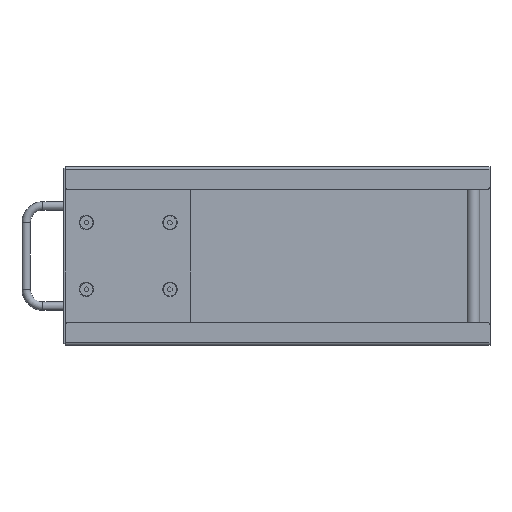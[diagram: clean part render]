
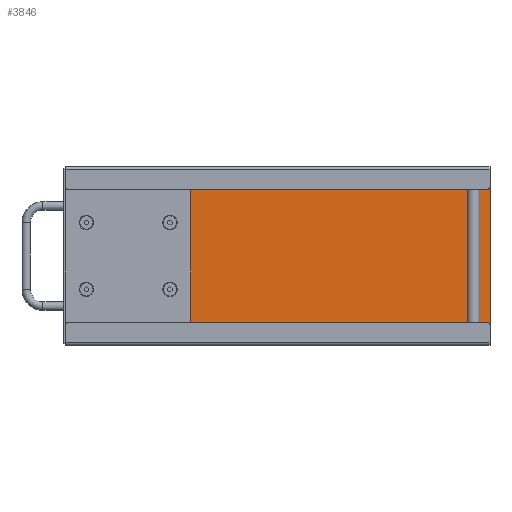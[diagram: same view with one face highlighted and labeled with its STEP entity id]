
A CAD part, top view. The second image highlights one B-rep face of the part: STEP entity #3846.
In plain terms, the highlighted planar face has unit normal (0, 0, 1).
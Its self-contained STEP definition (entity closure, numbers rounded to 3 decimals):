
#296=LINE('',#5992,#640);
#304=LINE('',#6189,#648);
#310=LINE('',#6259,#654);
#313=LINE('',#6292,#657);
#640=VECTOR('',#4982,10.);
#648=VECTOR('',#5002,10.);
#654=VECTOR('',#5012,10.);
#657=VECTOR('',#5021,10.);
#1023=FACE_OUTER_BOUND('',#1264,.T.);
#1264=EDGE_LOOP('',(#2963,#2964,#2965,#2966));
#1689=VERTEX_POINT('',#5985);
#1690=VERTEX_POINT('',#5991);
#1694=VERTEX_POINT('',#6081);
#1699=VERTEX_POINT('',#6187);
#2111=EDGE_CURVE('',#1690,#1689,#296,.T.);
#2130=EDGE_CURVE('',#1694,#1699,#304,.T.);
#2139=EDGE_CURVE('',#1689,#1694,#310,.T.);
#2143=EDGE_CURVE('',#1690,#1699,#313,.T.);
#2963=ORIENTED_EDGE('',*,*,#2139,.T.);
#2964=ORIENTED_EDGE('',*,*,#2130,.T.);
#2965=ORIENTED_EDGE('',*,*,#2143,.F.);
#2966=ORIENTED_EDGE('',*,*,#2111,.T.);
#3419=PLANE('',#4196);
#3846=ADVANCED_FACE('',(#1023),#3419,.T.);
#4196=AXIS2_PLACEMENT_3D('',#6291,#5019,#5020);
#4982=DIRECTION('',(-1.,0.,0.));
#5002=DIRECTION('',(1.,0.,0.));
#5012=DIRECTION('',(0.,-1.,0.));
#5019=DIRECTION('center_axis',(0.,0.,1.));
#5020=DIRECTION('ref_axis',(1.,0.,0.));
#5021=DIRECTION('',(0.,-1.,0.));
#5985=CARTESIAN_POINT('',(-251.,103.,2.));
#5991=CARTESIAN_POINT('',(255.,103.,2.));
#5992=CARTESIAN_POINT('',(-127.5,103.,2.));
#6081=CARTESIAN_POINT('',(-251.,-103.,2.));
#6187=CARTESIAN_POINT('',(255.,-103.,2.));
#6189=CARTESIAN_POINT('',(127.5,-103.,2.));
#6259=CARTESIAN_POINT('',(-251.,-51.5,2.));
#6291=CARTESIAN_POINT('Origin',(0.,0.,
2.));
#6292=CARTESIAN_POINT('',(255.,107.,2.));
